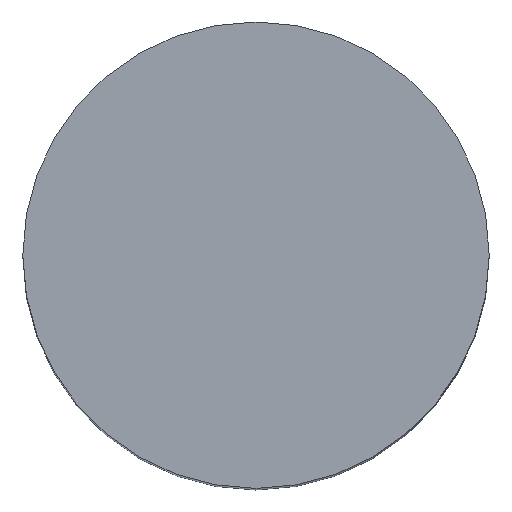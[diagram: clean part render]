
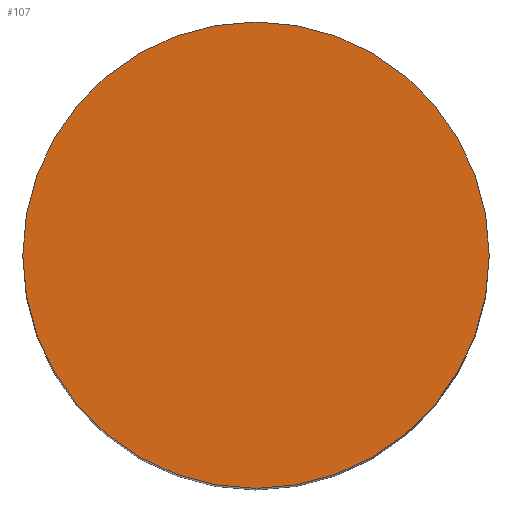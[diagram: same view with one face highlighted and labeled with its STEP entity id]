
A CAD part, top view. The second image highlights one B-rep face of the part: STEP entity #107.
In plain terms, the highlighted planar face has unit normal (0, 0, 1).
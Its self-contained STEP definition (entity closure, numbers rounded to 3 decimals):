
#17=PLANE('',#134);
#27=FACE_OUTER_BOUND('',#36,.T.);
#36=EDGE_LOOP('',(#93));
#42=CIRCLE('',#133,5.);
#60=VERTEX_POINT('',#191);
#70=EDGE_CURVE('',#60,#60,#42,.T.);
#93=ORIENTED_EDGE('',*,*,#70,.T.);
#107=ADVANCED_FACE('',(#27),#17,.T.);
#133=AXIS2_PLACEMENT_3D('',#192,#163,#164);
#134=AXIS2_PLACEMENT_3D('',#194,#166,#167);
#163=DIRECTION('center_axis',(0.,0.,1.));
#164=DIRECTION('ref_axis',(1.,0.,0.));
#166=DIRECTION('center_axis',(0.,0.,1.));
#167=DIRECTION('ref_axis',(1.,0.,0.));
#191=CARTESIAN_POINT('',(-5.,0.,20.));
#192=CARTESIAN_POINT('Origin',(0.,0.,20.));
#194=CARTESIAN_POINT('Origin',(0.,0.,20.));
